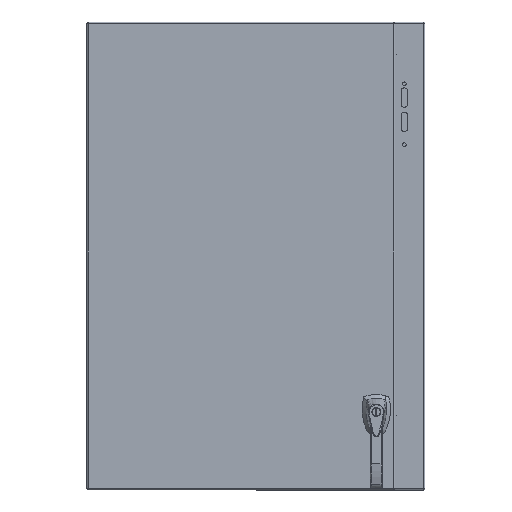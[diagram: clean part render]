
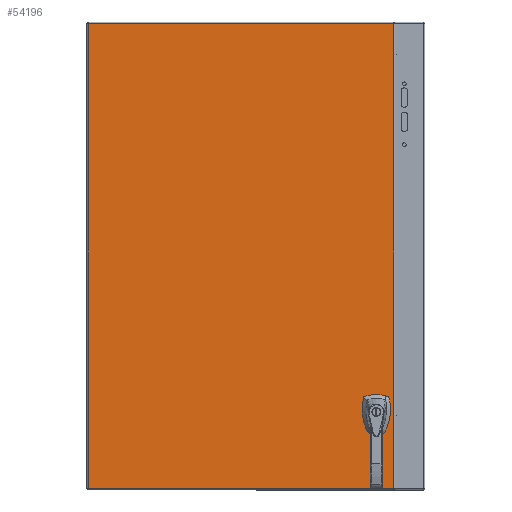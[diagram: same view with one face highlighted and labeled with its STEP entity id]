
A CAD part, front view. The second image highlights one B-rep face of the part: STEP entity #54196.
In plain terms, the highlighted planar face has unit normal (0, -1, 0).
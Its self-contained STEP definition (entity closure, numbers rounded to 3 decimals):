
#11 = ORIENTED_EDGE ( 'NONE', *, *, #65027, .T. ) ;
#437 = DIRECTION ( 'NONE',  ( 1., 0., 0. ) ) ;
#1643 = LINE ( 'NONE', #46472, #24862 ) ;
#1870 = VECTOR ( 'NONE', #2351, 1000. ) ;
#2071 = EDGE_LOOP ( 'NONE', ( #46337, #10390, #36767, #67583 ) ) ;
#2351 = DIRECTION ( 'NONE',  ( 0., 0., -1. ) ) ;
#3085 = CARTESIAN_POINT ( 'NONE',  ( 245.44, -224.46, -454.076 ) ) ;
#3118 = VECTOR ( 'NONE', #14196, 1000. ) ;
#3610 = ORIENTED_EDGE ( 'NONE', *, *, #16937, .T. ) ;
#3864 = ORIENTED_EDGE ( 'NONE', *, *, #30225, .T. ) ;
#4328 = EDGE_CURVE ( 'NONE', #56807, #7196, #64077, .T. ) ;
#4486 = FACE_BOUND ( 'NONE', #62413, .T. ) ;
#5831 = AXIS2_PLACEMENT_3D ( 'NONE', #45283, #72450, #50778 ) ;
#6820 = CARTESIAN_POINT ( 'NONE',  ( 235.394, -224.46, -343.027 ) ) ;
#7196 = VERTEX_POINT ( 'NONE', #31839 ) ;
#9535 = LINE ( 'NONE', #37876, #34562 ) ;
#9848 = CARTESIAN_POINT ( 'NONE',  ( 269.164, -224.46, -454.076 ) ) ;
#10390 = ORIENTED_EDGE ( 'NONE', *, *, #54300, .T. ) ;
#10402 = CARTESIAN_POINT ( 'NONE',  ( -327.012, -224.46, -454.076 ) ) ;
#10932 = DIRECTION ( 'NONE',  ( -0.707, 0., 0.707 ) ) ;
#11069 = LINE ( 'NONE', #67671, #46923 ) ;
#11673 = DIRECTION ( 'NONE',  ( 0., 0., 1. ) ) ;
#12633 = LINE ( 'NONE', #58967, #45285 ) ;
#13665 = DIRECTION ( 'NONE',  ( 0., 1., 0. ) ) ;
#14196 = DIRECTION ( 'NONE',  ( -1., 0., 0. ) ) ;
#14348 = AXIS2_PLACEMENT_3D ( 'NONE', #54072, #13665, #69916 ) ;
#14905 = EDGE_CURVE ( 'NONE', #49602, #25181, #54711, .T. ) ;
#15200 = VERTEX_POINT ( 'NONE', #23439 ) ;
#15508 = ORIENTED_EDGE ( 'NONE', *, *, #4328, .T. ) ;
#16937 = EDGE_CURVE ( 'NONE', #15200, #67099, #46264, .T. ) ;
#18324 = DIRECTION ( 'NONE',  ( 0.707, 0., 0.707 ) ) ;
#21036 = CARTESIAN_POINT ( 'NONE',  ( -327.012, -224.46, -454.076 ) ) ;
#21469 = CIRCLE ( 'NONE', #14348, 4.242 ) ;
#22260 = EDGE_CURVE ( 'NONE', #32062, #49602, #65868, .T. ) ;
#23439 = CARTESIAN_POINT ( 'NONE',  ( 225.349, -224.46, -298.933 ) ) ;
#23442 = ORIENTED_EDGE ( 'NONE', *, *, #65474, .T. ) ;
#24429 = DIRECTION ( 'NONE',  ( 0., 0., -1. ) ) ;
#24862 = VECTOR ( 'NONE', #24429, 1000. ) ;
#25181 = VERTEX_POINT ( 'NONE', #60783 ) ;
#26402 = CARTESIAN_POINT ( 'NONE',  ( 241.262, -224.46, -294.754 ) ) ;
#26901 = FACE_OUTER_BOUND ( 'NONE', #2071, .T. ) ;
#29362 = CARTESIAN_POINT ( 'NONE',  ( 225.349, -224.46, -454.076 ) ) ;
#30225 = EDGE_CURVE ( 'NONE', #68563, #15200, #62793, .T. ) ;
#30551 = EDGE_CURVE ( 'NONE', #68836, #68563, #54340, .T. ) ;
#31037 = DIRECTION ( 'NONE',  ( -0.707, 0., -0.707 ) ) ;
#31839 = CARTESIAN_POINT ( 'NONE',  ( 245.44, -224.46, -310.667 ) ) ;
#32062 = VERTEX_POINT ( 'NONE', #10402 ) ;
#32465 = CARTESIAN_POINT ( 'NONE',  ( 229.527, -224.46, -294.754 ) ) ;
#33483 = VERTEX_POINT ( 'NONE', #37163 ) ;
#33730 = VECTOR ( 'NONE', #10932, 1000. ) ;
#33923 = EDGE_CURVE ( 'NONE', #64959, #32062, #1643, .T. ) ;
#34455 = CARTESIAN_POINT ( 'NONE',  ( 245.44, -224.46, -298.933 ) ) ;
#34562 = VECTOR ( 'NONE', #38232, 1000. ) ;
#35024 = EDGE_LOOP ( 'NONE', ( #23442 ) ) ;
#35219 = ORIENTED_EDGE ( 'NONE', *, *, #44376, .T. ) ;
#36767 = ORIENTED_EDGE ( 'NONE', *, *, #33923, .T. ) ;
#37163 = CARTESIAN_POINT ( 'NONE',  ( 241.262, -224.46, -314.846 ) ) ;
#37876 = CARTESIAN_POINT ( 'NONE',  ( 241.262, -224.46, -294.754 ) ) ;
#38184 = CARTESIAN_POINT ( 'NONE',  ( 229.527, -224.46, -314.846 ) ) ;
#38232 = DIRECTION ( 'NONE',  ( 0.707, 0., -0.707 ) ) ;
#39506 = ORIENTED_EDGE ( 'NONE', *, *, #30551, .T. ) ;
#40175 = CARTESIAN_POINT ( 'NONE',  ( 269.164, -224.46, -454.076 ) ) ;
#43319 = VECTOR ( 'NONE', #11673, 1000. ) ;
#43839 = EDGE_CURVE ( 'NONE', #64773, #56807, #9535, .T. ) ;
#44017 = VECTOR ( 'NONE', #18324, 1000. ) ;
#44269 = ORIENTED_EDGE ( 'NONE', *, *, #46372, .T. ) ;
#44376 = EDGE_CURVE ( 'NONE', #7196, #33483, #12633, .T. ) ;
#44959 = VECTOR ( 'NONE', #69018, 1000. ) ;
#45283 = CARTESIAN_POINT ( 'NONE',  ( -327.012, -224.46, -454.076 ) ) ;
#45285 = VECTOR ( 'NONE', #31037, 1000. ) ;
#46264 = LINE ( 'NONE', #68683, #44017 ) ;
#46337 = ORIENTED_EDGE ( 'NONE', *, *, #14905, .T. ) ;
#46372 = EDGE_CURVE ( 'NONE', #33483, #68836, #59773, .T. ) ;
#46472 = CARTESIAN_POINT ( 'NONE',  ( -327.012, -224.46, -454.076 ) ) ;
#46923 = VECTOR ( 'NONE', #61087, 1000. ) ;
#47647 = CARTESIAN_POINT ( 'NONE',  ( 229.527, -224.46, -314.846 ) ) ;
#49324 = FACE_BOUND ( 'NONE', #35024, .T. ) ;
#49602 = VERTEX_POINT ( 'NONE', #40175 ) ;
#50778 = DIRECTION ( 'NONE',  ( 0., 0., -1. ) ) ;
#54072 = CARTESIAN_POINT ( 'NONE',  ( 235.394, -224.46, -338.785 ) ) ;
#54196 = ADVANCED_FACE ( 'NONE', ( #26901, #4486, #49324 ), #64813, .T. ) ;
#54300 = EDGE_CURVE ( 'NONE', #25181, #64959, #11069, .T. ) ;
#54340 = LINE ( 'NONE', #38184, #33730 ) ;
#54711 = LINE ( 'NONE', #9848, #61257 ) ;
#56807 = VERTEX_POINT ( 'NONE', #34455 ) ;
#57994 = CARTESIAN_POINT ( 'NONE',  ( -327.012, -224.46, 454.05 ) ) ;
#58967 = CARTESIAN_POINT ( 'NONE',  ( 245.44, -224.46, -310.667 ) ) ;
#59773 = LINE ( 'NONE', #64568, #3118 ) ;
#60783 = CARTESIAN_POINT ( 'NONE',  ( 269.164, -224.46, 454.05 ) ) ;
#61087 = DIRECTION ( 'NONE',  ( -1., 0., 0. ) ) ;
#61257 = VECTOR ( 'NONE', #66076, 1000. ) ;
#62159 = CARTESIAN_POINT ( 'NONE',  ( 225.349, -224.46, -310.667 ) ) ;
#62413 = EDGE_LOOP ( 'NONE', ( #3864, #3610, #11, #65745, #15508, #35219, #44269, #39506 ) ) ;
#62793 = LINE ( 'NONE', #29362, #43319 ) ;
#63792 = VERTEX_POINT ( 'NONE', #6820 ) ;
#64077 = LINE ( 'NONE', #3085, #1870 ) ;
#64568 = CARTESIAN_POINT ( 'NONE',  ( -327.012, -224.46, -314.846 ) ) ;
#64773 = VERTEX_POINT ( 'NONE', #26402 ) ;
#64813 = PLANE ( 'NONE',  #5831 ) ;
#64959 = VERTEX_POINT ( 'NONE', #57994 ) ;
#65027 = EDGE_CURVE ( 'NONE', #67099, #64773, #65200, .T. ) ;
#65200 = LINE ( 'NONE', #70371, #44959 ) ;
#65474 = EDGE_CURVE ( 'NONE', #63792, #63792, #21469, .T. ) ;
#65745 = ORIENTED_EDGE ( 'NONE', *, *, #43839, .T. ) ;
#65868 = LINE ( 'NONE', #21036, #66100 ) ;
#66076 = DIRECTION ( 'NONE',  ( 0., 0., 1. ) ) ;
#66100 = VECTOR ( 'NONE', #437, 1000. ) ;
#67099 = VERTEX_POINT ( 'NONE', #32465 ) ;
#67583 = ORIENTED_EDGE ( 'NONE', *, *, #22260, .T. ) ;
#67671 = CARTESIAN_POINT ( 'NONE',  ( -327.012, -224.46, 454.05 ) ) ;
#68563 = VERTEX_POINT ( 'NONE', #62159 ) ;
#68683 = CARTESIAN_POINT ( 'NONE',  ( 225.349, -224.46, -298.933 ) ) ;
#68836 = VERTEX_POINT ( 'NONE', #47647 ) ;
#69018 = DIRECTION ( 'NONE',  ( 1., 0., 0. ) ) ;
#69916 = DIRECTION ( 'NONE',  ( 0., 0., -1. ) ) ;
#70371 = CARTESIAN_POINT ( 'NONE',  ( -327.012, -224.46, -294.754 ) ) ;
#72450 = DIRECTION ( 'NONE',  ( 0., -1., 0. ) ) ;
